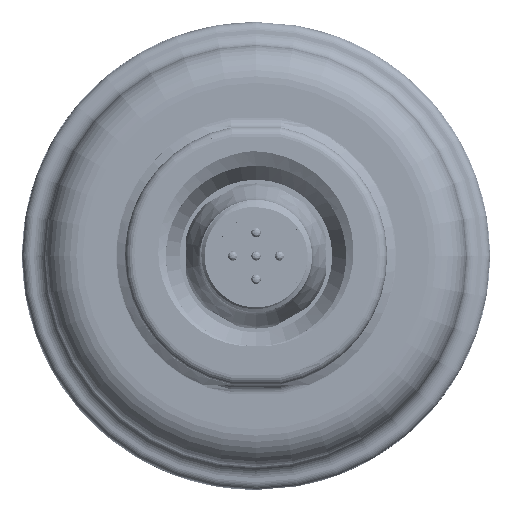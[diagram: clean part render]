
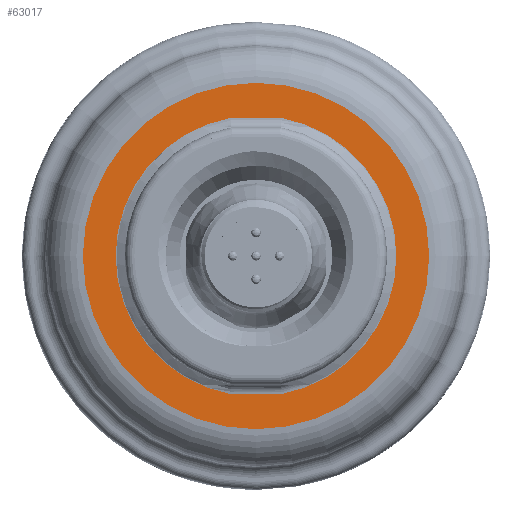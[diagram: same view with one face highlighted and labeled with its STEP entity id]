
A CAD part, front view. The second image highlights one B-rep face of the part: STEP entity #63017.
In plain terms, the highlighted planar face has unit normal (0, -1, 0).
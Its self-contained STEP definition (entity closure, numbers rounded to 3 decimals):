
#38790=CARTESIAN_POINT('',(0.,-3.,0.));
#38791=DIRECTION('',(0.,-1.,0.));
#38792=DIRECTION('',(-0.182,0.,0.983));
#38793=AXIS2_PLACEMENT_3D('',#38790,#38791,#38792);
#38795=DIRECTION('',(1.,0.,0.));
#38796=VECTOR('',#38795,5.454);
#38797=CARTESIAN_POINT('',(-2.727,-3.,-14.75));
#38798=LINE('',#38797,#38796);
#38799=CARTESIAN_POINT('',(0.,-3.,0.));
#38800=DIRECTION('',(0.,-1.,0.));
#38801=DIRECTION('',(0.182,0.,-0.983));
#38802=AXIS2_PLACEMENT_3D('',#38799,#38800,#38801);
#38804=DIRECTION('',(-1.,0.,0.));
#38805=VECTOR('',#38804,5.454);
#38806=CARTESIAN_POINT('',(2.727,-3.,14.75));
#38807=LINE('',#38806,#38805);
#38808=CARTESIAN_POINT('',(0.,-3.,0.));
#38809=DIRECTION('',(0.,-1.,0.));
#38810=DIRECTION('',(0.,0.,-1.));
#38811=AXIS2_PLACEMENT_3D('',#38808,#38809,#38810);
#38813=CARTESIAN_POINT('',(0.,-3.,0.));
#38814=DIRECTION('',(0.,-1.,0.));
#38815=DIRECTION('',(0.,0.,1.));
#38816=AXIS2_PLACEMENT_3D('',#38813,#38814,#38815);
#41990=CARTESIAN_POINT('',(-2.727,-3.,14.75));
#41991=CARTESIAN_POINT('',(-2.727,-3.,-14.75));
#41992=VERTEX_POINT('',#41990);
#41993=VERTEX_POINT('',#41991);
#41998=CARTESIAN_POINT('',(2.727,-3.,-14.75));
#41999=CARTESIAN_POINT('',(2.727,-3.,14.75));
#42000=VERTEX_POINT('',#41998);
#42001=VERTEX_POINT('',#41999);
#42358=CARTESIAN_POINT('',(0.,-3.,-18.5));
#42359=CARTESIAN_POINT('',(0.,-3.,18.5));
#42360=VERTEX_POINT('',#42358);
#42361=VERTEX_POINT('',#42359);
#62998=CARTESIAN_POINT('',(0.,-3.,0.));
#62999=DIRECTION('',(0.,-1.,0.));
#63000=DIRECTION('',(0.,0.,1.));
#63001=AXIS2_PLACEMENT_3D('',#62998,#62999,#63000);
#63002=PLANE('',#63001);
#63004=ORIENTED_EDGE('',*,*,#63003,.F.);
#63006=ORIENTED_EDGE('',*,*,#63005,.F.);
#63007=EDGE_LOOP('',(#63004,#63006));
#63008=FACE_OUTER_BOUND('',#63007,.F.);
#63010=ORIENTED_EDGE('',*,*,#63009,.T.);
#63011=ORIENTED_EDGE('',*,*,#62976,.T.);
#63012=ORIENTED_EDGE('',*,*,#62989,.T.);
#63014=ORIENTED_EDGE('',*,*,#63013,.T.);
#63015=EDGE_LOOP('',(#63010,#63011,#63012,#63014));
#63016=FACE_BOUND('',#63015,.F.);
#63017=ADVANCED_FACE('',(#63008,#63016),#63002,.T.);
#38794=CIRCLE('',#38793,15.);
#38803=CIRCLE('',#38802,15.);
#38812=CIRCLE('',#38811,18.5);
#38817=CIRCLE('',#38816,18.5);
#62976=EDGE_CURVE('',#41993,#42000,#38798,.T.);
#62989=EDGE_CURVE('',#42000,#42001,#38803,.T.);
#63003=EDGE_CURVE('',#42360,#42361,#38812,.T.);
#63005=EDGE_CURVE('',#42361,#42360,#38817,.T.);
#63009=EDGE_CURVE('',#41992,#41993,#38794,.T.);
#63013=EDGE_CURVE('',#42001,#41992,#38807,.T.);
